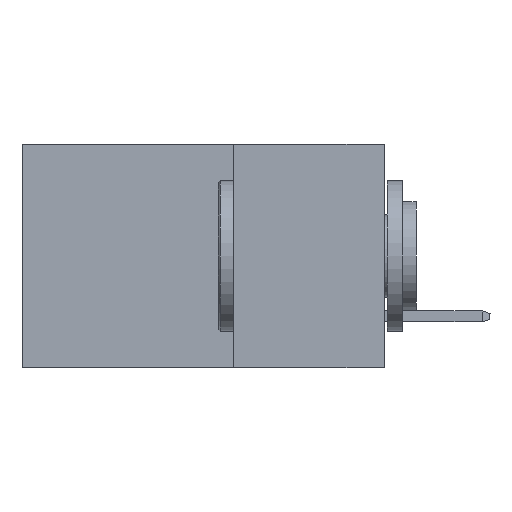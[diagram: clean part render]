
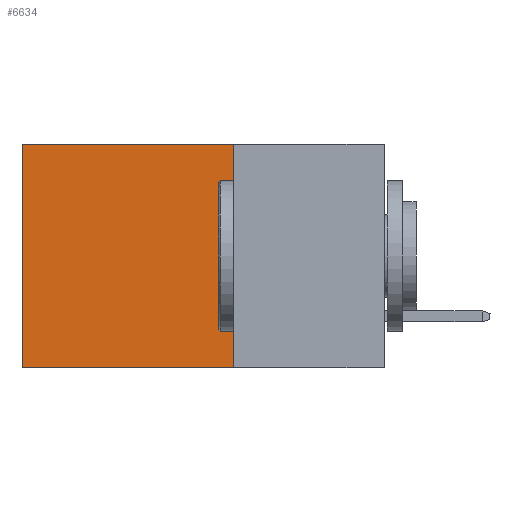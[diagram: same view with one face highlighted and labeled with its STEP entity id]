
A CAD part, left-side view. The second image highlights one B-rep face of the part: STEP entity #6634.
In plain terms, the highlighted planar face has unit normal (-1, 0, 0).
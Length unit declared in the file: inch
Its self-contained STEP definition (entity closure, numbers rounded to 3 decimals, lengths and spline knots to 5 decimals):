
#1663 = CARTESIAN_POINT ( 'NONE',  ( 0.298, 0.25, 0. ) ) ;
#2003 = LINE ( 'NONE', #10307, #14518 ) ;
#2028 = EDGE_CURVE ( 'NONE', #16995, #12317, #17605, .T. ) ;
#2219 = CARTESIAN_POINT ( 'NONE',  ( 0.298, 0.6, -0.37 ) ) ;
#2365 = EDGE_CURVE ( 'NONE', #12317, #10442, #10914, .T. ) ;
#2756 = LINE ( 'NONE', #16512, #16144 ) ;
#3245 = DIRECTION ( 'NONE',  ( 0., 0., -1. ) ) ;
#4390 = DIRECTION ( 'NONE',  ( 0., 1., 0. ) ) ;
#4940 = DIRECTION ( 'NONE',  ( 0., 0., -1. ) ) ;
#5240 = DIRECTION ( 'NONE',  ( 0., 1., 0. ) ) ;
#6634 = ADVANCED_FACE ( 'NONE', ( #15183 ), #13847, .F. ) ;
#6959 = DIRECTION ( 'NONE',  ( 0., 0., -1. ) ) ;
#7305 = EDGE_CURVE ( 'NONE', #16995, #9223, #2003, .T. ) ;
#8193 = CARTESIAN_POINT ( 'NONE',  ( 0.298, 0.25, 0. ) ) ;
#9223 = VERTEX_POINT ( 'NONE', #9511 ) ;
#9511 = CARTESIAN_POINT ( 'NONE',  ( 0.298, 0.25, -0.37 ) ) ;
#9665 = CARTESIAN_POINT ( 'NONE',  ( 0.298, 0.6, 0. ) ) ;
#9915 = EDGE_CURVE ( 'NONE', #9223, #10442, #2756, .T. ) ;
#10307 = CARTESIAN_POINT ( 'NONE',  ( 0.298, 0.25, 0. ) ) ;
#10442 = VERTEX_POINT ( 'NONE', #2219 ) ;
#10914 = LINE ( 'NONE', #12030, #14799 ) ;
#12030 = CARTESIAN_POINT ( 'NONE',  ( 0.298, 0.6, 0. ) ) ;
#12317 = VERTEX_POINT ( 'NONE', #9665 ) ;
#12408 = EDGE_LOOP ( 'NONE', ( #16023, #13422, #12820, #14699 ) ) ;
#12526 = DIRECTION ( 'NONE',  ( 1., 0., 0. ) ) ;
#12820 = ORIENTED_EDGE ( 'NONE', *, *, #7305, .F. ) ;
#13422 = ORIENTED_EDGE ( 'NONE', *, *, #9915, .F. ) ;
#13831 = AXIS2_PLACEMENT_3D ( 'NONE', #8193, #12526, #6959 ) ;
#13847 = PLANE ( 'NONE',  #13831 ) ;
#14414 = CARTESIAN_POINT ( 'NONE',  ( 0.298, 0.25, 0. ) ) ;
#14518 = VECTOR ( 'NONE', #3245, 39.37008 ) ;
#14699 = ORIENTED_EDGE ( 'NONE', *, *, #2028, .T. ) ;
#14799 = VECTOR ( 'NONE', #4940, 39.37008 ) ;
#15030 = VECTOR ( 'NONE', #4390, 39.37008 ) ;
#15183 = FACE_OUTER_BOUND ( 'NONE', #12408, .T. ) ;
#16023 = ORIENTED_EDGE ( 'NONE', *, *, #2365, .T. ) ;
#16144 = VECTOR ( 'NONE', #5240, 39.37008 ) ;
#16512 = CARTESIAN_POINT ( 'NONE',  ( 0.298, 0.25, -0.37 ) ) ;
#16995 = VERTEX_POINT ( 'NONE', #14414 ) ;
#17605 = LINE ( 'NONE', #1663, #15030 ) ;
